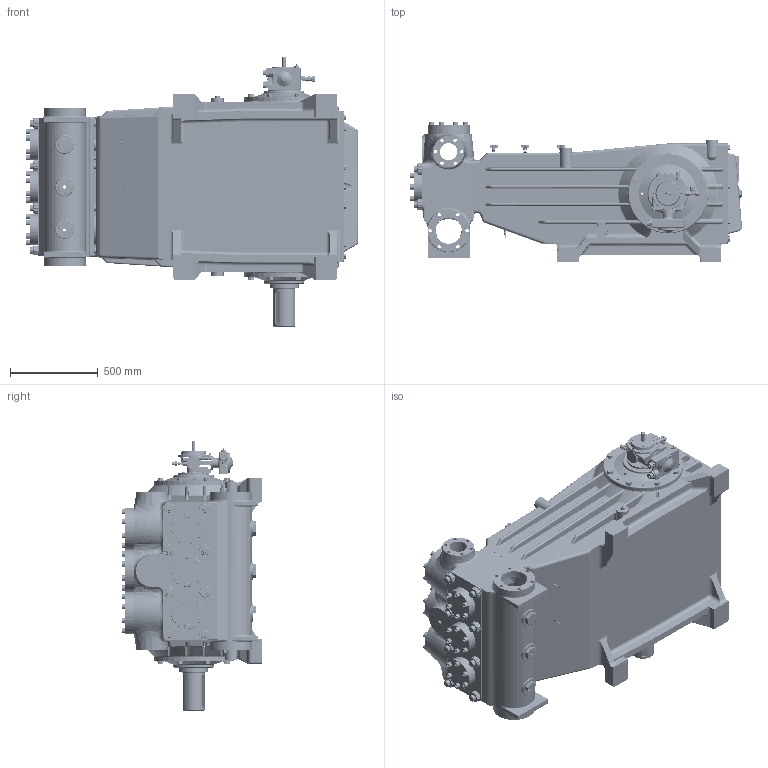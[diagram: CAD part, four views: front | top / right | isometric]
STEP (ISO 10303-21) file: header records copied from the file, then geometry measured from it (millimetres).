
FILE_DESCRIPTION (( 'STEP AP203' ), '1' );
FILE_NAME ('PP12598.STEP', '2016-04-28T18:08:48', ( 'IT' ), ( 'Microsoft' ), 'SwSTEP 2.0', 'SolidWorks 2016', '' );
FILE_SCHEMA (( 'CONFIG_CONTROL_DESIGN' ));
Products named in the file (1): PP12598
Bounding box: 1890.96 x 798 x 1534.57 mm (x, y, z)
Surface area: 11705415 mm2 (no closed solid volume)
Topology: 0 solids, 288 shells, 3329 faces, 10435 edges, 7110 vertices
Faces by surface type: plane 1258, cylinder 1010, cone 391, bspline 320, torus 301, sphere 49
Entity records: 153273 total; most frequent: CARTESIAN_POINT 66449, DIRECTION 17526, ORIENTED_EDGE 16663, EDGE_CURVE 10345, VERTEX_POINT 7110, AXIS2_PLACEMENT_3D 6745, VECTOR 4036, LINE 4036
